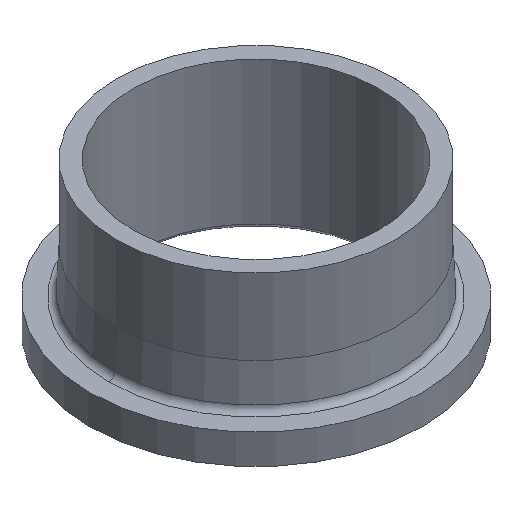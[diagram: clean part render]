
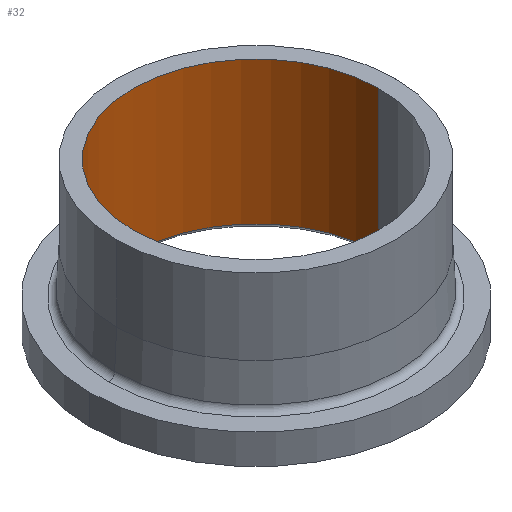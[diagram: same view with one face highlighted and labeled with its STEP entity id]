
A CAD part, isometric view. The second image highlights one B-rep face of the part: STEP entity #32.
In plain terms, the highlighted cylindrical face has radius 99.1 mm (diameter 198.2 mm), a partial arc.
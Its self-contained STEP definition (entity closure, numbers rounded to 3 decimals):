
#13 = DIRECTION ( 'NONE',  ( 0., 0., -1. ) ) ;
#15 = ORIENTED_EDGE ( 'NONE', *, *, #313, .F. ) ;
#32 = ADVANCED_FACE ( 'NONE', ( #346 ), #383, .F. ) ;
#58 = DIRECTION ( 'NONE',  ( -1., 0., 0. ) ) ;
#64 = DIRECTION ( 'NONE',  ( 0., 0., -1. ) ) ;
#80 = CARTESIAN_POINT ( 'NONE',  ( -99.1, 0., 0. ) ) ;
#123 = VERTEX_POINT ( 'NONE', #155 ) ;
#125 = EDGE_LOOP ( 'NONE', ( #238, #15, #344, #202 ) ) ;
#135 = CARTESIAN_POINT ( 'NONE',  ( 99.1, 0., 120. ) ) ;
#155 = CARTESIAN_POINT ( 'NONE',  ( -99.1, 0., 4.9 ) ) ;
#157 = EDGE_CURVE ( 'NONE', #201, #123, #303, .T. ) ;
#179 = DIRECTION ( 'NONE',  ( 0., 0., -1. ) ) ;
#196 = AXIS2_PLACEMENT_3D ( 'NONE', #397, #64, #370 ) ;
#201 = VERTEX_POINT ( 'NONE', #329 ) ;
#202 = ORIENTED_EDGE ( 'NONE', *, *, #328, .T. ) ;
#219 = AXIS2_PLACEMENT_3D ( 'NONE', #355, #179, #438 ) ;
#238 = ORIENTED_EDGE ( 'NONE', *, *, #295, .F. ) ;
#258 = DIRECTION ( 'NONE',  ( 0., 0., -1. ) ) ;
#274 = CARTESIAN_POINT ( 'NONE',  ( 99.1, 0., 4.9 ) ) ;
#283 = VECTOR ( 'NONE', #258, 1000. ) ;
#284 = CARTESIAN_POINT ( 'NONE',  ( 99.1, 0., 0. ) ) ;
#295 = EDGE_CURVE ( 'NONE', #343, #394, #320, .T. ) ;
#303 = LINE ( 'NONE', #80, #283 ) ;
#309 = CARTESIAN_POINT ( 'NONE',  ( 0., 0., 0. ) ) ;
#313 = EDGE_CURVE ( 'NONE', #201, #343, #381, .T. ) ;
#320 = LINE ( 'NONE', #284, #450 ) ;
#328 = EDGE_CURVE ( 'NONE', #123, #394, #339, .T. ) ;
#329 = CARTESIAN_POINT ( 'NONE',  ( -99.1, 0., 120. ) ) ;
#339 = CIRCLE ( 'NONE', #219, 99.1 ) ;
#343 = VERTEX_POINT ( 'NONE', #135 ) ;
#344 = ORIENTED_EDGE ( 'NONE', *, *, #157, .T. ) ;
#346 = FACE_OUTER_BOUND ( 'NONE', #125, .T. ) ;
#355 = CARTESIAN_POINT ( 'NONE',  ( 0., 0., 4.9 ) ) ;
#370 = DIRECTION ( 'NONE',  ( -1., 0., 0. ) ) ;
#381 = CIRCLE ( 'NONE', #196, 99.1 ) ;
#383 = CYLINDRICAL_SURFACE ( 'NONE', #392, 99.1 ) ;
#392 = AXIS2_PLACEMENT_3D ( 'NONE', #309, #13, #58 ) ;
#394 = VERTEX_POINT ( 'NONE', #274 ) ;
#397 = CARTESIAN_POINT ( 'NONE',  ( 0., 0., 120. ) ) ;
#438 = DIRECTION ( 'NONE',  ( -1., 0., 0. ) ) ;
#450 = VECTOR ( 'NONE', #463, 1000. ) ;
#463 = DIRECTION ( 'NONE',  ( 0., 0., -1. ) ) ;
